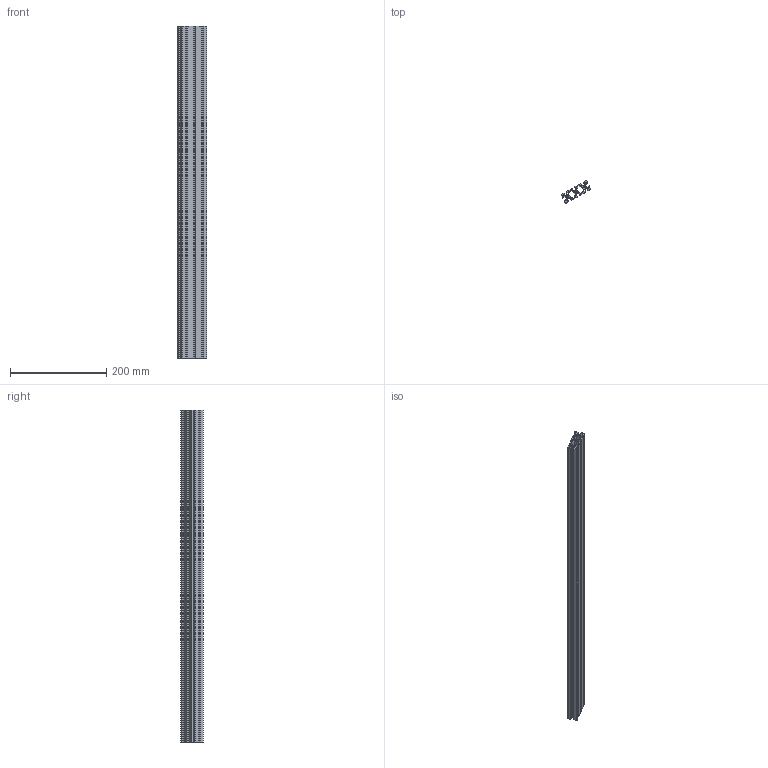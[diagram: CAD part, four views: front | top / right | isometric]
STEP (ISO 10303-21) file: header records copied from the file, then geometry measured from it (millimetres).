
FILE_DESCRIPTION(('FreeCAD Model'),'2;1');
FILE_NAME('2060_2.step', '2017-02-11T13:15:32',('Ax Smith-Laffin'),('AxMod Box Mods Limited'), 'Open CASCADE STEP processor 6.8','FreeCAD','Unknown');
FILE_SCHEMA(('AUTOMOTIVE_DESIGN_CC2 { 1 2 10303 214 -1 1 5 4 }'));
Length unit declared in the file: millimetre
Products named in the file (2): ASSEMBLY; _NFS5-2060-691
Assembly tree (1 placements, depth 2):
  ASSEMBLY
    _NFS5-2060-691
Bounding box: 61.23 x 46.59 x 690 mm (x, y, z)
Volume: 319803.4 mm3; surface area: 315807.9 mm2
Topology: 1 solids, 1 shells, 165 faces, 489 edges, 326 vertices
Faces by surface type: plane 150, cylinder 15
Full cylindrical faces by diameter (mm): 4.2 x3
Entity records: 13034 total; most frequent: CARTESIAN_POINT 3259, DIRECTION 1774, LINE 1350, VECTOR 1350, ORIENTED_EDGE 978, PCURVE 978, DEFINITIONAL_REPRESENTATION 978, EDGE_CURVE 489
